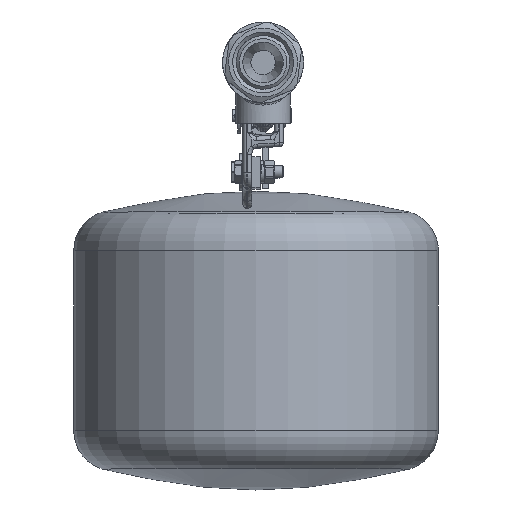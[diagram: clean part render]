
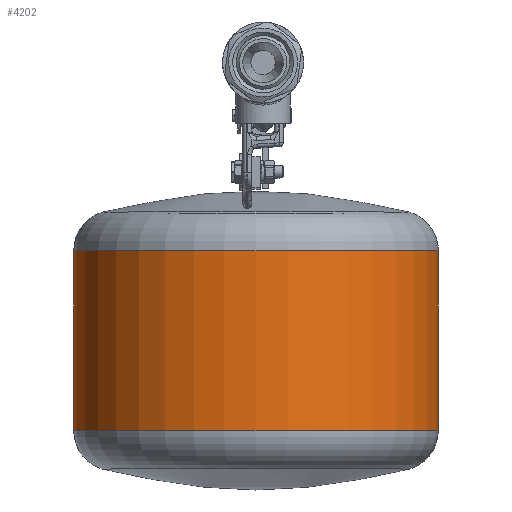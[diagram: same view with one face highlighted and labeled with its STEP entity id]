
A CAD part, top view. The second image highlights one B-rep face of the part: STEP entity #4202.
In plain terms, the highlighted cylindrical face has radius 90 mm (diameter 180 mm), a full revolution.
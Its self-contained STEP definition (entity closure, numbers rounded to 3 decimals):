
#4171=CARTESIAN_POINT('',(86.5,-106.77,-478.872));
#4172=VERTEX_POINT('',#4171);
#4173=CARTESIAN_POINT('',(-3.5,-106.77,-478.872));
#4174=DIRECTION('',(0.0,-1.0,0.0));
#4175=DIRECTION('',(1.0,0.0,0.0));
#4176=AXIS2_PLACEMENT_3D('',#4173,#4174,#4175);
#4177=CIRCLE('',#4176,90.0);
#4178=EDGE_CURVE('',#4172,#4172,#4177,.T.);
#4183=CARTESIAN_POINT('',(-3.5,-84.604,-478.872));
#4184=DIRECTION('',(0.,-1.0,0.));
#4185=DIRECTION('',(1.0,0.0,0.0));
#4186=AXIS2_PLACEMENT_3D('',#4183,#4184,#4185);
#4187=CYLINDRICAL_SURFACE('',#4186,90.0);
#4188=CARTESIAN_POINT('',(86.5,-18.105,-478.872));
#4189=VERTEX_POINT('',#4188);
#4190=CARTESIAN_POINT('',(-3.5,-18.105,-478.872));
#4191=DIRECTION('',(0.0,-1.0,0.0));
#4192=DIRECTION('',(1.0,0.0,0.0));
#4193=AXIS2_PLACEMENT_3D('',#4190,#4191,#4192);
#4194=CIRCLE('',#4193,90.0);
#4195=EDGE_CURVE('',#4189,#4189,#4194,.T.);
#4196=ORIENTED_EDGE('',*,*,#4195,.T.);
#4197=EDGE_LOOP('',(#4196));
#4198=FACE_OUTER_BOUND('',#4197,.T.);
#4199=ORIENTED_EDGE('',*,*,#4178,.F.);
#4200=EDGE_LOOP('',(#4199));
#4201=FACE_BOUND('',#4200,.T.);
#4202=ADVANCED_FACE('',(#4198,#4201),#4187,.T.);
